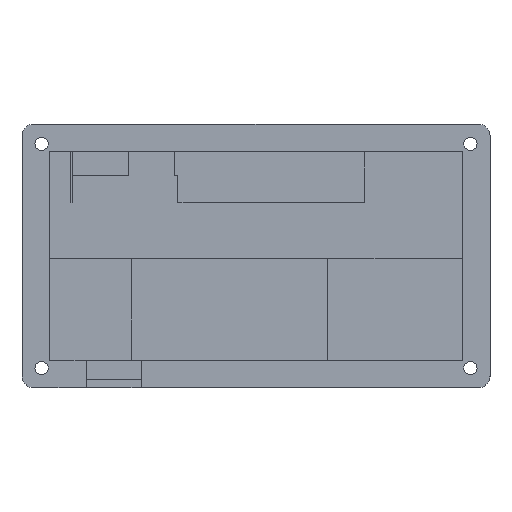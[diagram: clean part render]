
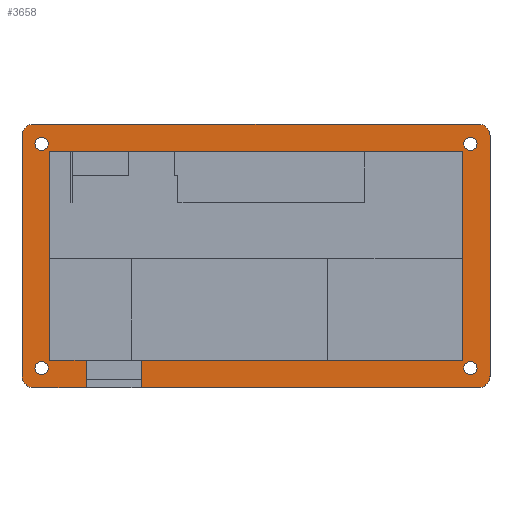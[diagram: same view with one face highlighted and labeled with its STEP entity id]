
A CAD part, top view. The second image highlights one B-rep face of the part: STEP entity #3658.
In plain terms, the highlighted planar face has unit normal (0, 0, 1).
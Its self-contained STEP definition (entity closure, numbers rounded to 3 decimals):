
#27=FACE_BOUND('',#495,.T.);
#28=FACE_BOUND('',#496,.T.);
#29=FACE_BOUND('',#497,.T.);
#30=FACE_BOUND('',#498,.T.);
#152=PLANE('',#3920);
#316=FACE_OUTER_BOUND('',#494,.T.);
#494=EDGE_LOOP('',(#3246,#3247,#3248,#3249,#3250,#3251,#3252,#3253,#3254,
#3255,#3256,#3257,#3258,#3259,#3260,#3261));
#495=EDGE_LOOP('',(#3262));
#496=EDGE_LOOP('',(#3263));
#497=EDGE_LOOP('',(#3264));
#498=EDGE_LOOP('',(#3265));
#622=CIRCLE('',#3913,3.);
#623=CIRCLE('',#3919,3.);
#624=CIRCLE('',#3921,3.);
#625=CIRCLE('',#3922,3.);
#626=CIRCLE('',#3923,1.7);
#627=CIRCLE('',#3924,1.7);
#628=CIRCLE('',#3925,1.7);
#629=CIRCLE('',#3926,1.7);
#663=LINE('',#5016,#1115);
#704=LINE('',#5100,#1156);
#899=LINE('',#5544,#1351);
#906=LINE('',#5558,#1358);
#971=LINE('',#5693,#1423);
#999=LINE('',#5749,#1451);
#1004=LINE('',#5759,#1456);
#1015=LINE('',#5780,#1467);
#1037=LINE('',#5901,#1489);
#1038=LINE('',#5902,#1490);
#1039=LINE('',#5904,#1491);
#1040=LINE('',#5906,#1492);
#1115=VECTOR('',#4024,10.);
#1156=VECTOR('',#4077,10.);
#1351=VECTOR('',#4464,10.);
#1358=VECTOR('',#4473,10.);
#1423=VECTOR('',#4598,10.);
#1451=VECTOR('',#4654,10.);
#1456=VECTOR('',#4661,10.);
#1467=VECTOR('',#4682,10.);
#1489=VECTOR('',#4792,10.);
#1490=VECTOR('',#4793,10.);
#1491=VECTOR('',#4794,10.);
#1492=VECTOR('',#4795,10.);
#1569=VERTEX_POINT('',#5013);
#1570=VERTEX_POINT('',#5015);
#1606=VERTEX_POINT('',#5097);
#1607=VERTEX_POINT('',#5099);
#1759=VERTEX_POINT('',#5541);
#1760=VERTEX_POINT('',#5543);
#1765=VERTEX_POINT('',#5555);
#1766=VERTEX_POINT('',#5557);
#1806=VERTEX_POINT('',#5692);
#1820=VERTEX_POINT('',#5748);
#1823=VERTEX_POINT('',#5756);
#1824=VERTEX_POINT('',#5758);
#1847=VERTEX_POINT('',#5898);
#1848=VERTEX_POINT('',#5900);
#1849=VERTEX_POINT('',#5903);
#1850=VERTEX_POINT('',#5905);
#1851=VERTEX_POINT('',#5908);
#1852=VERTEX_POINT('',#5910);
#1853=VERTEX_POINT('',#5912);
#1854=VERTEX_POINT('',#5914);
#1906=EDGE_CURVE('',#1570,#1569,#663,.T.);
#1948=EDGE_CURVE('',#1607,#1606,#704,.T.);
#2182=EDGE_CURVE('',#1760,#1759,#899,.T.);
#2189=EDGE_CURVE('',#1766,#1765,#906,.T.);
#2262=EDGE_CURVE('',#1806,#1570,#971,.T.);
#2291=EDGE_CURVE('',#1820,#1806,#999,.T.);
#2296=EDGE_CURVE('',#1824,#1823,#1004,.T.);
#2307=EDGE_CURVE('',#1569,#1824,#1015,.T.);
#2349=EDGE_CURVE('',#1607,#1765,#622,.T.);
#2353=EDGE_CURVE('',#1760,#1606,#623,.T.);
#2354=EDGE_CURVE('',#1847,#1759,#624,.T.);
#2355=EDGE_CURVE('',#1847,#1848,#1037,.T.);
#2356=EDGE_CURVE('',#1848,#1820,#1038,.T.);
#2357=EDGE_CURVE('',#1823,#1849,#1039,.T.);
#2358=EDGE_CURVE('',#1849,#1850,#1040,.T.);
#2359=EDGE_CURVE('',#1766,#1850,#625,.T.);
#2360=EDGE_CURVE('',#1851,#1851,#626,.T.);
#2361=EDGE_CURVE('',#1852,#1852,#627,.T.);
#2362=EDGE_CURVE('',#1853,#1853,#628,.T.);
#2363=EDGE_CURVE('',#1854,#1854,#629,.T.);
#3246=ORIENTED_EDGE('',*,*,#2353,.F.);
#3247=ORIENTED_EDGE('',*,*,#2182,.T.);
#3248=ORIENTED_EDGE('',*,*,#2354,.F.);
#3249=ORIENTED_EDGE('',*,*,#2355,.T.);
#3250=ORIENTED_EDGE('',*,*,#2356,.T.);
#3251=ORIENTED_EDGE('',*,*,#2291,.T.);
#3252=ORIENTED_EDGE('',*,*,#2262,.T.);
#3253=ORIENTED_EDGE('',*,*,#1906,.T.);
#3254=ORIENTED_EDGE('',*,*,#2307,.T.);
#3255=ORIENTED_EDGE('',*,*,#2296,.T.);
#3256=ORIENTED_EDGE('',*,*,#2357,.T.);
#3257=ORIENTED_EDGE('',*,*,#2358,.T.);
#3258=ORIENTED_EDGE('',*,*,#2359,.F.);
#3259=ORIENTED_EDGE('',*,*,#2189,.T.);
#3260=ORIENTED_EDGE('',*,*,#2349,.F.);
#3261=ORIENTED_EDGE('',*,*,#1948,.T.);
#3262=ORIENTED_EDGE('',*,*,#2360,.T.);
#3263=ORIENTED_EDGE('',*,*,#2361,.T.);
#3264=ORIENTED_EDGE('',*,*,#2362,.T.);
#3265=ORIENTED_EDGE('',*,*,#2363,.T.);
#3658=ADVANCED_FACE('',(#316,#27,#28,#29,#30),#152,.T.);
#3913=AXIS2_PLACEMENT_3D('',#5887,#4771,#4772);
#3919=AXIS2_PLACEMENT_3D('',#5896,#4786,#4787);
#3920=AXIS2_PLACEMENT_3D('',#5897,#4788,#4789);
#3921=AXIS2_PLACEMENT_3D('',#5899,#4790,#4791);
#3922=AXIS2_PLACEMENT_3D('',#5907,#4796,#4797);
#3923=AXIS2_PLACEMENT_3D('',#5909,#4798,#4799);
#3924=AXIS2_PLACEMENT_3D('',#5911,#4800,#4801);
#3925=AXIS2_PLACEMENT_3D('',#5913,#4802,#4803);
#3926=AXIS2_PLACEMENT_3D('',#5915,#4804,#4805);
#4024=DIRECTION('',(1.,0.,0.));
#4077=DIRECTION('',(-1.,0.,0.));
#4464=DIRECTION('',(0.,-1.,0.));
#4473=DIRECTION('',(0.,1.,0.));
#4598=DIRECTION('',(0.,1.,0.));
#4654=DIRECTION('',(-1.,0.,0.));
#4661=DIRECTION('',(-1.,0.,0.));
#4682=DIRECTION('',(0.,-1.,0.));
#4771=DIRECTION('center_axis',(0.,0.,-1.));
#4772=DIRECTION('ref_axis',(0.707,0.707,0.));
#4786=DIRECTION('center_axis',(0.,0.,-1.));
#4787=DIRECTION('ref_axis',(-0.707,0.707,0.));
#4788=DIRECTION('center_axis',(0.,0.,1.));
#4789=DIRECTION('ref_axis',(1.,0.,0.));
#4790=DIRECTION('center_axis',(0.,0.,-1.));
#4791=DIRECTION('ref_axis',(-0.707,-0.707,0.));
#4792=DIRECTION('',(1.,0.,0.));
#4793=DIRECTION('',(0.,1.,0.));
#4794=DIRECTION('',(0.,-1.,0.));
#4795=DIRECTION('',(1.,0.,0.));
#4796=DIRECTION('center_axis',(0.,0.,-1.));
#4797=DIRECTION('ref_axis',(0.707,-0.707,0.));
#4798=DIRECTION('center_axis',(0.,0.,-1.));
#4799=DIRECTION('ref_axis',(1.,0.,0.));
#4800=DIRECTION('center_axis',(0.,0.,-1.));
#4801=DIRECTION('ref_axis',(1.,0.,0.));
#4802=DIRECTION('center_axis',(0.,0.,-1.));
#4803=DIRECTION('ref_axis',(1.,0.,0.));
#4804=DIRECTION('center_axis',(0.,0.,-1.));
#4805=DIRECTION('ref_axis',(1.,0.,0.));
#5013=CARTESIAN_POINT('',(52.41,48.,13.));
#5015=CARTESIAN_POINT('',(-53.,48.,13.));
#5016=CARTESIAN_POINT('',(-54.,48.,13.));
#5097=CARTESIAN_POINT('',(-57.,55.,13.));
#5099=CARTESIAN_POINT('',(56.41,55.,13.));
#5100=CARTESIAN_POINT('',(59.41,55.,13.));
#5541=CARTESIAN_POINT('',(-60.,-9.24,13.));
#5543=CARTESIAN_POINT('',(-60.,52.,13.));
#5544=CARTESIAN_POINT('',(-60.,50.,13.));
#5555=CARTESIAN_POINT('',(59.41,52.,13.));
#5557=CARTESIAN_POINT('',(59.41,-9.24,13.));
#5558=CARTESIAN_POINT('',(59.41,-7.24,13.));
#5692=CARTESIAN_POINT('',(-53.,-5.24,13.));
#5693=CARTESIAN_POINT('',(-53.,22.38,13.));
#5748=CARTESIAN_POINT('',(-43.6,-5.24,13.));
#5749=CARTESIAN_POINT('',(-1.295,-5.24,13.));
#5756=CARTESIAN_POINT('',(-29.6,-5.24,13.));
#5758=CARTESIAN_POINT('',(52.41,-5.24,13.));
#5759=CARTESIAN_POINT('',(-1.295,-5.24,13.));
#5780=CARTESIAN_POINT('',(52.41,49.,13.));
#5887=CARTESIAN_POINT('Origin',(56.41,52.,13.));
#5896=CARTESIAN_POINT('Origin',(-57.,52.,13.));
#5897=CARTESIAN_POINT('Origin',(-55.,50.,13.));
#5898=CARTESIAN_POINT('',(-57.,-12.24,13.));
#5899=CARTESIAN_POINT('Origin',(-57.,-9.24,13.));
#5900=CARTESIAN_POINT('',(-43.6,-12.24,13.));
#5901=CARTESIAN_POINT('',(-60.,-12.24,13.));
#5902=CARTESIAN_POINT('',(-43.6,18.88,13.));
#5903=CARTESIAN_POINT('',(-29.6,-12.24,13.));
#5904=CARTESIAN_POINT('',(-29.6,18.88,13.));
#5905=CARTESIAN_POINT('',(56.41,-12.24,13.));
#5906=CARTESIAN_POINT('',(-60.,-12.24,13.));
#5907=CARTESIAN_POINT('Origin',(56.41,-9.24,13.));
#5908=CARTESIAN_POINT('',(52.71,50.,13.));
#5909=CARTESIAN_POINT('Origin',(54.41,50.,13.));
#5910=CARTESIAN_POINT('',(-56.7,-7.24,13.));
#5911=CARTESIAN_POINT('Origin',(-55.,-7.24,13.));
#5912=CARTESIAN_POINT('',(52.71,-7.24,13.));
#5913=CARTESIAN_POINT('Origin',(54.41,-7.24,13.));
#5914=CARTESIAN_POINT('',(-56.7,50.,13.));
#5915=CARTESIAN_POINT('Origin',(-55.,50.,13.));
